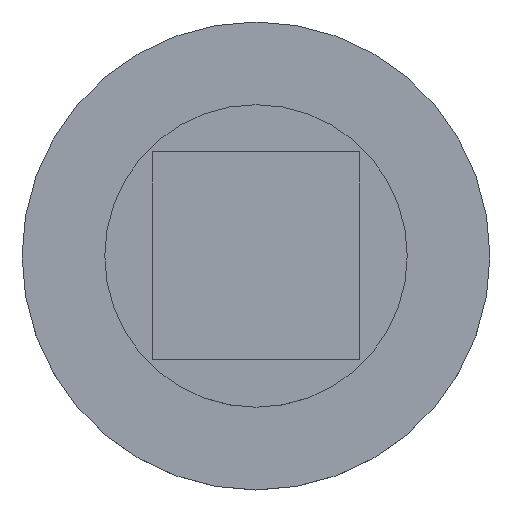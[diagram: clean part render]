
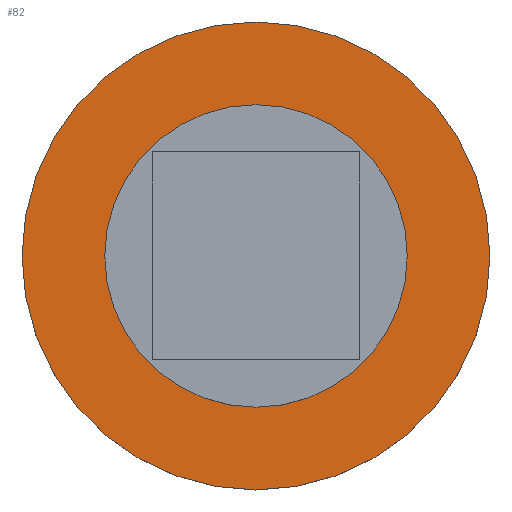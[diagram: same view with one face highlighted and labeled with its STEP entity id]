
A CAD part, top view. The second image highlights one B-rep face of the part: STEP entity #82.
In plain terms, the highlighted planar face has unit normal (0, 0, 1).
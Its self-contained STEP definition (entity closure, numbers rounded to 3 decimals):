
#12 = VERTEX_POINT ( 'NONE', #352 ) ;
#13 = EDGE_CURVE ( 'NONE', #19, #12, #414, .T. ) ;
#15 = VERTEX_POINT ( 'NONE', #410 ) ;
#16 = VERTEX_POINT ( 'NONE', #409 ) ;
#19 = VERTEX_POINT ( 'NONE', #404 ) ;
#31 = EDGE_CURVE ( 'NONE', #15, #16, #323, .T. ) ;
#80 = ORIENTED_EDGE ( 'NONE', *, *, #13, .F. ) ;
#81 = ORIENTED_EDGE ( 'NONE', *, *, #186, .F. ) ;
#82 = ADVANCED_FACE ( 'NONE', ( #383, #382 ), #378, .F. ) ;
#83 = EDGE_LOOP ( 'NONE', ( #81, #84 ) ) ;
#84 = ORIENTED_EDGE ( 'NONE', *, *, #31, .F. ) ;
#85 = EDGE_LOOP ( 'NONE', ( #208, #80 ) ) ;
#186 = EDGE_CURVE ( 'NONE', #16, #15, #519, .T. ) ;
#208 = ORIENTED_EDGE ( 'NONE', *, *, #209, .F. ) ;
#209 = EDGE_CURVE ( 'NONE', #12, #19, #553, .T. ) ;
#266 = DIRECTION ( 'NONE',  ( 1., 0., 0. ) ) ;
#267 = DIRECTION ( 'NONE',  ( 0., 0., 1. ) ) ;
#319 = DIRECTION ( 'NONE',  ( 1., 0., 0. ) ) ;
#320 = DIRECTION ( 'NONE',  ( 0., 0., 1. ) ) ;
#321 = CARTESIAN_POINT ( 'NONE',  ( 0., 0., 8.833 ) ) ;
#322 = AXIS2_PLACEMENT_3D ( 'NONE', #321, #320, #319 ) ;
#323 = CIRCLE ( 'NONE', #322, 16. ) ;
#349 = CARTESIAN_POINT ( 'NONE',  ( 0., 0., 8.833 ) ) ;
#352 = CARTESIAN_POINT ( 'NONE',  ( 24.75, 0., 8.833 ) ) ;
#373 = DIRECTION ( 'NONE',  ( -1., 0., 0. ) ) ;
#374 = DIRECTION ( 'NONE',  ( 0., 0., -1. ) ) ;
#375 = CARTESIAN_POINT ( 'NONE',  ( 0., 28.579, 8.833 ) ) ;
#376 = AXIS2_PLACEMENT_3D ( 'NONE', #375, #374, #373 ) ;
#378 = PLANE ( 'NONE',  #376 ) ;
#382 = FACE_OUTER_BOUND ( 'NONE', #85, .T. ) ;
#383 = FACE_BOUND ( 'NONE', #83, .T. ) ;
#404 = CARTESIAN_POINT ( 'NONE',  ( -24.75, 0., 8.833 ) ) ;
#409 = CARTESIAN_POINT ( 'NONE',  ( 16., 0., 8.833 ) ) ;
#410 = CARTESIAN_POINT ( 'NONE',  ( -16., 0., 8.833 ) ) ;
#411 = DIRECTION ( 'NONE',  ( -1., 0., 0. ) ) ;
#412 = DIRECTION ( 'NONE',  ( 0., 0., -1. ) ) ;
#413 = AXIS2_PLACEMENT_3D ( 'NONE', #349, #412, #411 ) ;
#414 = CIRCLE ( 'NONE', #413, 24.75 ) ;
#512 = CARTESIAN_POINT ( 'NONE',  ( 0., 0., 8.833 ) ) ;
#513 = AXIS2_PLACEMENT_3D ( 'NONE', #512, #267, #266 ) ;
#519 = CIRCLE ( 'NONE', #513, 16. ) ;
#553 = CIRCLE ( 'NONE', #606, 24.75 ) ;
#603 = DIRECTION ( 'NONE',  ( -1., 0., 0. ) ) ;
#604 = DIRECTION ( 'NONE',  ( 0., 0., -1. ) ) ;
#605 = CARTESIAN_POINT ( 'NONE',  ( 0., 0., 8.833 ) ) ;
#606 = AXIS2_PLACEMENT_3D ( 'NONE', #605, #604, #603 ) ;
